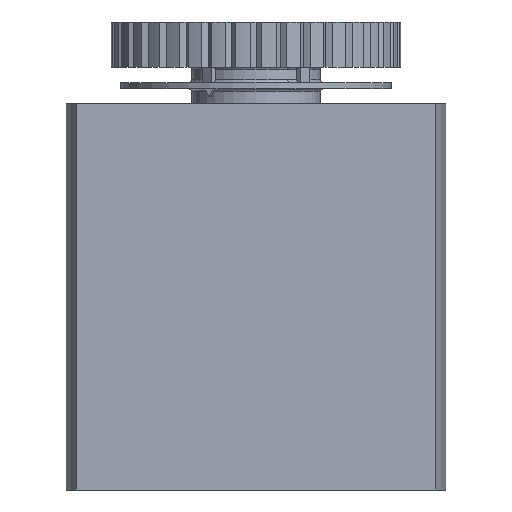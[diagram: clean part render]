
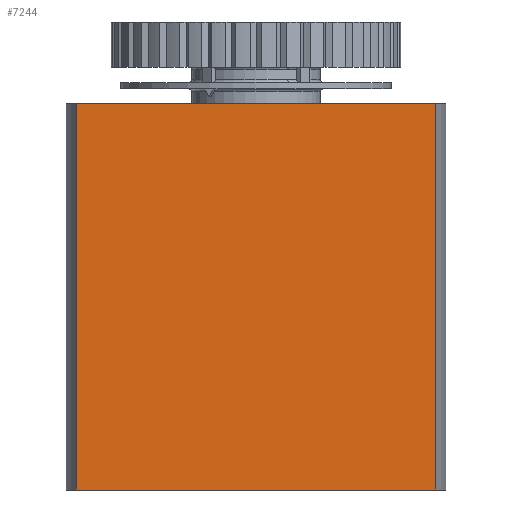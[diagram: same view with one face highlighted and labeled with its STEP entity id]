
A CAD part, front view. The second image highlights one B-rep face of the part: STEP entity #7244.
In plain terms, the highlighted planar face has unit normal (0, -1, 0).
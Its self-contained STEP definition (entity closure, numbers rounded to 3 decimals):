
#714=ORIENTED_EDGE('',*,*,#2358,.F.);
#715=ORIENTED_EDGE('',*,*,#2357,.F.);
#716=ORIENTED_EDGE('',*,*,#2257,.T.);
#717=ORIENTED_EDGE('',*,*,#2359,.T.);
#2257=EDGE_CURVE('',#3096,#3095,#3665,.T.);
#2357=EDGE_CURVE('',#3096,#3168,#3726,.T.);
#2358=EDGE_CURVE('',#3168,#3169,#3727,.T.);
#2359=EDGE_CURVE('',#3095,#3169,#3728,.T.);
#3095=VERTEX_POINT('',#10188);
#3096=VERTEX_POINT('',#10190);
#3168=VERTEX_POINT('',#10395);
#3169=VERTEX_POINT('',#10399);
#3665=LINE('',#10189,#4245);
#3726=LINE('',#10396,#4306);
#3727=LINE('',#10398,#4307);
#3728=LINE('',#10400,#4308);
#4245=VECTOR('',#8347,1000.);
#4306=VECTOR('',#8522,1000.);
#4307=VECTOR('',#8525,1000.);
#4308=VECTOR('',#8526,1000.);
#4790=EDGE_LOOP('',(#714,#715,#716,#717));
#5236=FACE_BOUND('',#4790,.T.);
#5656=PLANE('',#7669);
#7244=ADVANCED_FACE('',(#5236),#5656,.T.);
#7669=AXIS2_PLACEMENT_3D('',#10397,#8523,#8524);
#8347=DIRECTION('',(1.,0.,0.));
#8522=DIRECTION('',(0.,0.,1.));
#8523=DIRECTION('',(0.,-1.,0.));
#8524=DIRECTION('',(0.,0.,-1.));
#8525=DIRECTION('',(1.,0.,0.));
#8526=DIRECTION('',(0.,0.,1.));
#10188=CARTESIAN_POINT('',(13.978,-35.3,-30.));
#10189=CARTESIAN_POINT('',(-13.978,-35.3,-30.));
#10190=CARTESIAN_POINT('',(-13.978,-35.3,-30.));
#10395=CARTESIAN_POINT('',(-13.978,-35.3,0.));
#10396=CARTESIAN_POINT('',(-13.978,-35.3,-30.));
#10397=CARTESIAN_POINT('',(-13.978,-35.3,-30.));
#10398=CARTESIAN_POINT('',(-13.978,-35.3,0.));
#10399=CARTESIAN_POINT('',(13.978,-35.3,0.));
#10400=CARTESIAN_POINT('',(13.978,-35.3,-30.));
